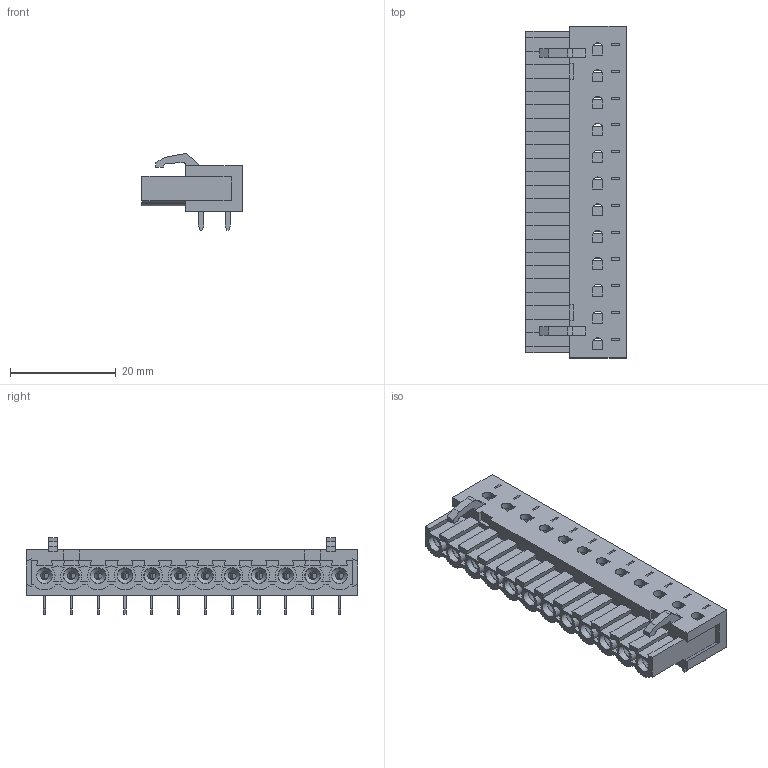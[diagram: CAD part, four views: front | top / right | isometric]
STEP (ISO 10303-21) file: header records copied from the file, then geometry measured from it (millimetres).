
FILE_DESCRIPTION( ( 'Unknown' ), '1' );
FILE_NAME( '691309510012.stp', 'Unknown', ( 'Unknown' ), ( 'Unknown' ), 'PSStep 18.0.17', 'Unknown', ' ' );
FILE_SCHEMA( ( 'AUTOMOTIVE_DESIGN { 1 0 10303 214 1 1 1 1 }' ) );
Length unit declared in the file: millimetre
Products named in the file (4): Assem1; contact; 691309510012; 691309510012_back wall
Assembly tree (14 placements, depth 2):
  Assem1
    contact  x12
    691309510012
    691309510012_back wall
Bounding box: 19 x 62.88 x 14.5 mm (x, y, z)
Volume: 4687.1 mm3; surface area: 11507.3 mm2
Topology: 14 solids, 14 shells, 1930 faces, 5178 edges, 3287 vertices
Faces by surface type: plane 1348, cylinder 486, bspline 72, cone 12, sphere 12
Full cylindrical faces by diameter (mm): 0.7 x12, 1 x24, 1.5 x12, 3 x12
Entity records: 40059 total; most frequent: CARTESIAN_POINT 7280, ORIENTED_EDGE 5082, DIRECTION 4799, EDGE_CURVE 2541, LINE 2161, VECTOR 2161, VERTEX_POINT 1720, AXIS2_PLACEMENT_3D 1319
